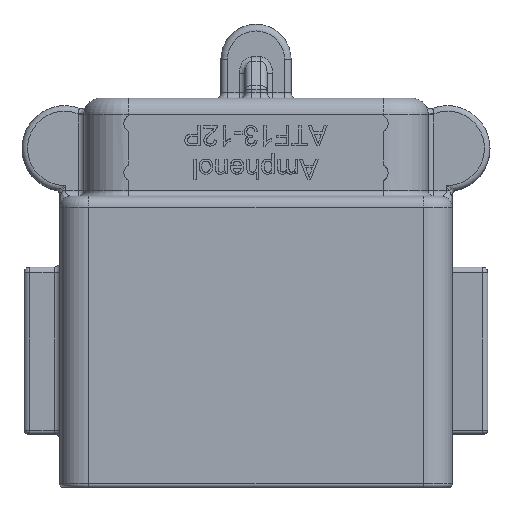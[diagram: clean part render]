
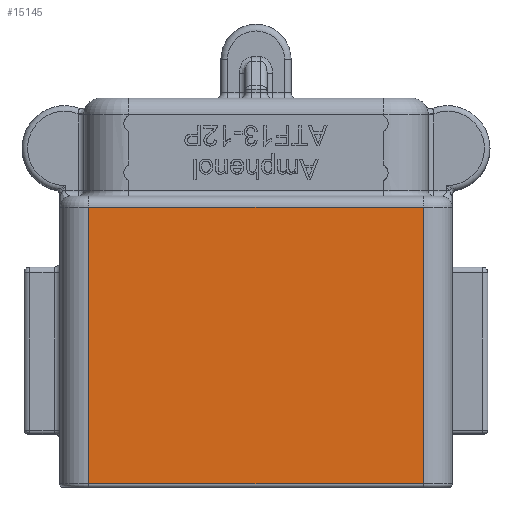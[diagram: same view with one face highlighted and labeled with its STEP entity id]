
A CAD part, top view. The second image highlights one B-rep face of the part: STEP entity #15145.
In plain terms, the highlighted planar face has unit normal (0, 0, 1).
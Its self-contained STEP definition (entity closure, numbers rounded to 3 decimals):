
#333=DIRECTION('',(1.,0.,0.));
#334=VECTOR('',#333,29.95);
#335=CARTESIAN_POINT('',(-14.975,25.,11.1));
#336=LINE('',#335,#334);
#337=DIRECTION('',(0.,1.,0.));
#338=VECTOR('',#337,24.8);
#339=CARTESIAN_POINT('',(14.975,0.2,11.1));
#340=LINE('',#339,#338);
#341=DIRECTION('',(1.,0.,0.));
#342=VECTOR('',#341,29.95);
#343=CARTESIAN_POINT('',(-14.975,0.2,11.1));
#344=LINE('',#343,#342);
#2936=DIRECTION('',(0.,1.,0.));
#2937=VECTOR('',#2936,24.8);
#2938=CARTESIAN_POINT('',(-14.975,0.2,11.1));
#2939=LINE('',#2938,#2937);
#12863=CARTESIAN_POINT('',(-14.975,0.2,11.1));
#12864=CARTESIAN_POINT('',(14.975,0.2,11.1));
#12865=VERTEX_POINT('',#12863);
#12866=VERTEX_POINT('',#12864);
#13264=CARTESIAN_POINT('',(14.975,25.,11.1));
#13266=VERTEX_POINT('',#13264);
#13270=CARTESIAN_POINT('',(-14.975,25.,11.1));
#13271=VERTEX_POINT('',#13270);
#15131=CARTESIAN_POINT('',(-17.125,0.,11.1));
#15132=DIRECTION('',(0.,0.,1.));
#15133=DIRECTION('',(1.,0.,0.));
#15134=AXIS2_PLACEMENT_3D('',#15131,#15132,#15133);
#15135=PLANE('',#15134);
#15137=ORIENTED_EDGE('',*,*,#15136,.T.);
#15139=ORIENTED_EDGE('',*,*,#15138,.F.);
#15140=ORIENTED_EDGE('',*,*,#15121,.F.);
#15142=ORIENTED_EDGE('',*,*,#15141,.T.);
#15143=EDGE_LOOP('',(#15137,#15139,#15140,#15142));
#15144=FACE_OUTER_BOUND('',#15143,.F.);
#15145=ADVANCED_FACE('',(#15144),#15135,.T.);
#15121=EDGE_CURVE('',#12865,#12866,#344,.T.);
#15136=EDGE_CURVE('',#13271,#13266,#336,.T.);
#15138=EDGE_CURVE('',#12866,#13266,#340,.T.);
#15141=EDGE_CURVE('',#12865,#13271,#2939,.T.);
